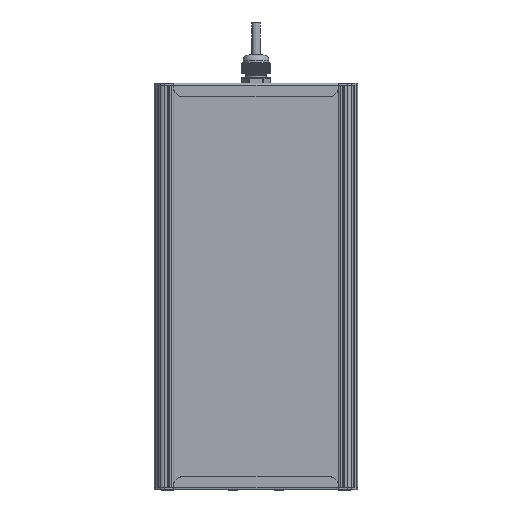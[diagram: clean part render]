
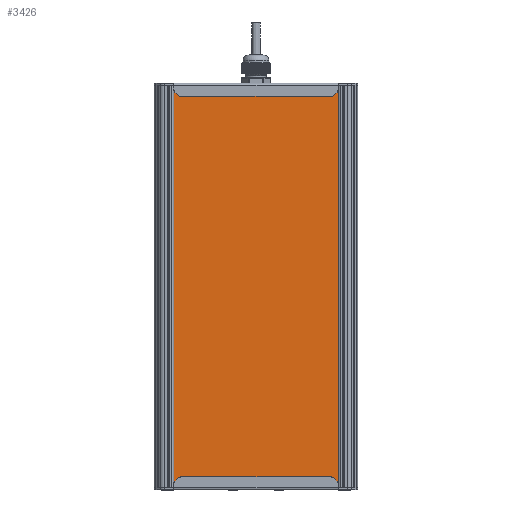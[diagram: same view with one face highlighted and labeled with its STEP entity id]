
A CAD part, front view. The second image highlights one B-rep face of the part: STEP entity #3426.
In plain terms, the highlighted face is planar.
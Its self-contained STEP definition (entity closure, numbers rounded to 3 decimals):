
#3426=ADVANCED_FACE('',(#12434),#12436,.T.);
#12434=FACE_BOUND('',#12435,.T.);
#12435=EDGE_LOOP('',(#38971,#38972,#38973,#38974));
#12436=PLANE('',#12437);
#12437=AXIS2_PLACEMENT_3D('',#12438,#12439,#12440);
#12438=CARTESIAN_POINT('',(2111.497,401.002,-34.582));
#12439=DIRECTION('',(0.,0.,-1.));
#12440=DIRECTION('',(0.,1.,0.));
#38971=ORIENTED_EDGE('',*,*,#45513,.F.);
#38972=ORIENTED_EDGE('',*,*,#45512,.T.);
#38973=ORIENTED_EDGE('',*,*,#45514,.F.);
#38974=ORIENTED_EDGE('',*,*,#45515,.F.);
#45512=EDGE_CURVE('',#51076,#51080,#51082,.T.);
#45513=EDGE_CURVE('',#51076,#51083,#51084,.T.);
#45514=EDGE_CURVE('',#51085,#51080,#51086,.T.);
#45515=EDGE_CURVE('',#51083,#51085,#51087,.T.);
#51076=VERTEX_POINT('',#69766);
#51080=VERTEX_POINT('',#69774);
#51082=LINE('',#69778,#69779);
#51083=VERTEX_POINT('',#69781);
#51084=LINE('',#69782,#69783);
#51085=VERTEX_POINT('',#69785);
#51086=LINE('',#69786,#69787);
#51087=LINE('',#69789,#69790);
#69766=CARTESIAN_POINT('',(2111.497,565.13,-34.582));
#69774=CARTESIAN_POINT('',(2482.497,565.13,-34.582));
#69778=CARTESIAN_POINT('',(2111.497,565.13,-34.582));
#69779=VECTOR('',#69780,1.);
#69780=DIRECTION('',(1.,0.,0.));
#69781=CARTESIAN_POINT('',(2111.497,401.002,-34.582));
#69782=CARTESIAN_POINT('',(2111.497,565.13,-34.582));
#69783=VECTOR('',#69784,1.);
#69784=DIRECTION('',(0.,-1.,0.));
#69785=CARTESIAN_POINT('',(2482.497,401.002,-34.582));
#69786=CARTESIAN_POINT('',(2482.497,401.002,-34.582));
#69787=VECTOR('',#69788,1.);
#69788=DIRECTION('',(0.,1.,0.));
#69789=CARTESIAN_POINT('',(2111.497,401.002,-34.582));
#69790=VECTOR('',#69791,1.);
#69791=DIRECTION('',(1.,0.,0.));
